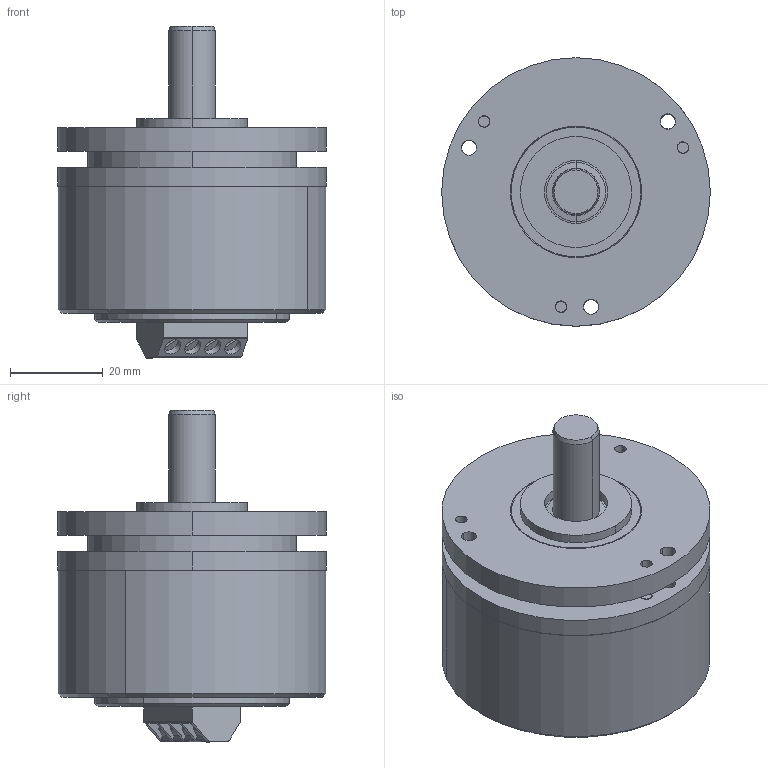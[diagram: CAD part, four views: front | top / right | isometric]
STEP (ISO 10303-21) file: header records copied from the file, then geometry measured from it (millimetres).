
FILE_DESCRIPTION((''),'2;1');
FILE_NAME('581180','2010-11-10T',('se2802'),(''),'PRO/ENGINEER BY PARAMETRIC TECHNOLOGY CORPORATION, 2010180','PRO/ENGINEER BY PARAMETRIC TECHNOLOGY CORPORATION, 2010180','');
FILE_SCHEMA(('CONFIG_CONTROL_DESIGN'));
Length unit declared in the file: millimetre
Products named in the file (1): 581180
Bounding box: 58 x 58 x 71.7 mm (x, y, z)
Volume: 66258.7 mm3; surface area: 37126.6 mm2
Topology: 2 solids, 4 shells, 1470 faces, 4080 edges, 2677 vertices
Faces by surface type: plane 608, cylinder 406, extrusion 324, cone 66, torus 56, sphere 6, bspline 4
Entity records: 51494 total; most frequent: CARTESIAN_POINT 14203, ORIENTED_EDGE 8156, DIRECTION 7079, EDGE_CURVE 4078, VERTEX_POINT 2677, AXIS2_PLACEMENT_3D 2386, VECTOR 2307, LINE 1983
